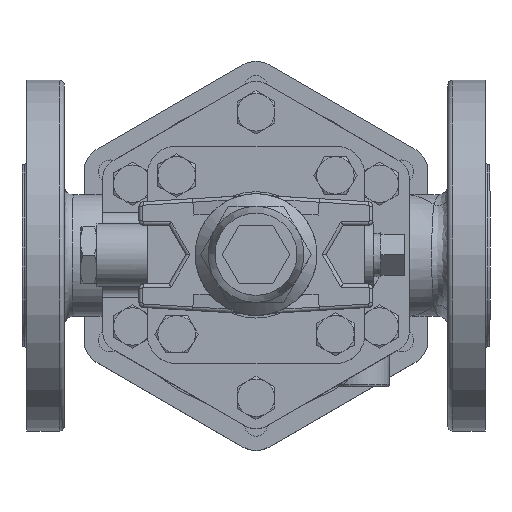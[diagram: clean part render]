
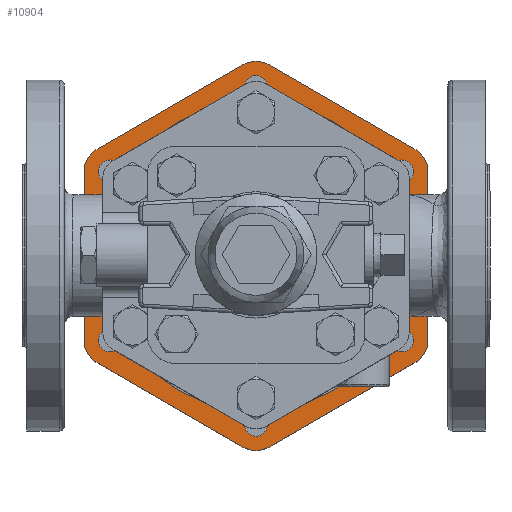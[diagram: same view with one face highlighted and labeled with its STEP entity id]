
A CAD part, top view. The second image highlights one B-rep face of the part: STEP entity #10904.
In plain terms, the highlighted planar face has unit normal (0, 0, 1).
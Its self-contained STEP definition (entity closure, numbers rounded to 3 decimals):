
#749=FACE_BOUND('',#2566,.T.);
#750=FACE_BOUND('',#2567,.T.);
#751=FACE_BOUND('',#2568,.T.);
#752=FACE_BOUND('',#2569,.T.);
#753=FACE_BOUND('',#2570,.T.);
#754=FACE_BOUND('',#2571,.T.);
#755=FACE_BOUND('',#2572,.T.);
#932=CIRCLE('',#11607,11.146);
#934=CIRCLE('',#11615,11.146);
#936=CIRCLE('',#11618,11.146);
#938=CIRCLE('',#11621,11.146);
#940=CIRCLE('',#11624,11.146);
#942=CIRCLE('',#11627,11.146);
#1019=CIRCLE('',#11761,5.);
#1020=CIRCLE('',#11762,5.);
#1021=CIRCLE('',#11763,5.);
#1022=CIRCLE('',#11764,5.);
#1023=CIRCLE('',#11765,5.);
#1024=CIRCLE('',#11766,5.);
#1025=CIRCLE('',#11767,66.279);
#1769=FACE_OUTER_BOUND('',#2565,.T.);
#2565=EDGE_LOOP('',(#7817,#7818,#7819,#7820,#7821,#7822,#7823,#7824,#7825,
#7826,#7827,#7828));
#2566=EDGE_LOOP('',(#7829));
#2567=EDGE_LOOP('',(#7830));
#2568=EDGE_LOOP('',(#7831));
#2569=EDGE_LOOP('',(#7832));
#2570=EDGE_LOOP('',(#7833));
#2571=EDGE_LOOP('',(#7834));
#2572=EDGE_LOOP('',(#7835));
#3406=LINE('',#16217,#4042);
#3412=LINE('',#16234,#4048);
#3415=LINE('',#16241,#4051);
#3419=LINE('',#16250,#4055);
#3423=LINE('',#16259,#4059);
#3428=LINE('',#16268,#4064);
#4042=VECTOR('',#13044,72.);
#4048=VECTOR('',#13058,72.);
#4051=VECTOR('',#13063,72.);
#4055=VECTOR('',#13069,72.);
#4059=VECTOR('',#13075,72.);
#4064=VECTOR('',#13082,72.);
#4696=VERTEX_POINT('',#16214);
#4697=VERTEX_POINT('',#16216);
#4701=VERTEX_POINT('',#16225);
#4702=VERTEX_POINT('',#16227);
#4704=VERTEX_POINT('',#16232);
#4706=VERTEX_POINT('',#16238);
#4707=VERTEX_POINT('',#16240);
#4710=VERTEX_POINT('',#16247);
#4711=VERTEX_POINT('',#16249);
#4714=VERTEX_POINT('',#16256);
#4715=VERTEX_POINT('',#16258);
#4718=VERTEX_POINT('',#16265);
#4838=VERTEX_POINT('',#17750);
#4839=VERTEX_POINT('',#17752);
#4840=VERTEX_POINT('',#17754);
#4841=VERTEX_POINT('',#17756);
#4842=VERTEX_POINT('',#17758);
#4843=VERTEX_POINT('',#17760);
#4844=VERTEX_POINT('',#17762);
#5779=EDGE_CURVE('',#4697,#4696,#3406,.T.);
#5784=EDGE_CURVE('',#4702,#4701,#932,.T.);
#5787=EDGE_CURVE('',#4701,#4704,#3412,.T.);
#5790=EDGE_CURVE('',#4707,#4706,#3415,.T.);
#5794=EDGE_CURVE('',#4711,#4710,#3419,.T.);
#5798=EDGE_CURVE('',#4715,#4714,#3423,.T.);
#5803=EDGE_CURVE('',#4718,#4702,#3428,.T.);
#5805=EDGE_CURVE('',#4704,#4707,#934,.T.);
#5807=EDGE_CURVE('',#4706,#4711,#936,.T.);
#5809=EDGE_CURVE('',#4710,#4715,#938,.T.);
#5811=EDGE_CURVE('',#4714,#4697,#940,.T.);
#5813=EDGE_CURVE('',#4696,#4718,#942,.T.);
#5976=EDGE_CURVE('',#4838,#4838,#1019,.T.);
#5977=EDGE_CURVE('',#4839,#4839,#1020,.T.);
#5978=EDGE_CURVE('',#4840,#4840,#1021,.T.);
#5979=EDGE_CURVE('',#4841,#4841,#1022,.T.);
#5980=EDGE_CURVE('',#4842,#4842,#1023,.T.);
#5981=EDGE_CURVE('',#4843,#4843,#1024,.T.);
#5982=EDGE_CURVE('',#4844,#4844,#1025,.T.);
#7817=ORIENTED_EDGE('',*,*,#5813,.T.);
#7818=ORIENTED_EDGE('',*,*,#5803,.T.);
#7819=ORIENTED_EDGE('',*,*,#5784,.T.);
#7820=ORIENTED_EDGE('',*,*,#5787,.T.);
#7821=ORIENTED_EDGE('',*,*,#5805,.T.);
#7822=ORIENTED_EDGE('',*,*,#5790,.T.);
#7823=ORIENTED_EDGE('',*,*,#5807,.T.);
#7824=ORIENTED_EDGE('',*,*,#5794,.T.);
#7825=ORIENTED_EDGE('',*,*,#5809,.T.);
#7826=ORIENTED_EDGE('',*,*,#5798,.T.);
#7827=ORIENTED_EDGE('',*,*,#5811,.T.);
#7828=ORIENTED_EDGE('',*,*,#5779,.T.);
#7829=ORIENTED_EDGE('',*,*,#5976,.T.);
#7830=ORIENTED_EDGE('',*,*,#5977,.T.);
#7831=ORIENTED_EDGE('',*,*,#5978,.T.);
#7832=ORIENTED_EDGE('',*,*,#5979,.T.);
#7833=ORIENTED_EDGE('',*,*,#5980,.T.);
#7834=ORIENTED_EDGE('',*,*,#5981,.T.);
#7835=ORIENTED_EDGE('',*,*,#5982,.F.);
#10523=PLANE('',#11760);
#10904=ADVANCED_FACE('',(#1769,#749,#750,#751,#752,#753,#754,#755),#10523,
 .T.);
#11607=AXIS2_PLACEMENT_3D('',#16228,#13052,#13053);
#11615=AXIS2_PLACEMENT_3D('',#16271,#13087,#13088);
#11618=AXIS2_PLACEMENT_3D('',#16274,#13093,#13094);
#11621=AXIS2_PLACEMENT_3D('',#16277,#13099,#13100);
#11624=AXIS2_PLACEMENT_3D('',#16280,#13105,#13106);
#11627=AXIS2_PLACEMENT_3D('',#16283,#13111,#13112);
#11760=AXIS2_PLACEMENT_3D('',#17749,#13404,#13405);
#11761=AXIS2_PLACEMENT_3D('',#17751,#13406,#13407);
#11762=AXIS2_PLACEMENT_3D('',#17753,#13408,#13409);
#11763=AXIS2_PLACEMENT_3D('',#17755,#13410,#13411);
#11764=AXIS2_PLACEMENT_3D('',#17757,#13412,#13413);
#11765=AXIS2_PLACEMENT_3D('',#17759,#13414,#13415);
#11766=AXIS2_PLACEMENT_3D('',#17761,#13416,#13417);
#11767=AXIS2_PLACEMENT_3D('',#17763,#13418,#13419);
#13044=DIRECTION('',(0.,1.,0.));
#13052=DIRECTION('center_axis',(0.,0.,1.));
#13053=DIRECTION('ref_axis',(-0.5,-0.866,0.));
#13058=DIRECTION('',(-0.866,-0.5,0.));
#13063=DIRECTION('',(0.,-1.,0.));
#13069=DIRECTION('',(0.866,-0.5,0.));
#13075=DIRECTION('',(0.866,0.5,0.));
#13082=DIRECTION('',(-0.866,0.5,0.));
#13087=DIRECTION('center_axis',(0.,0.,1.));
#13088=DIRECTION('ref_axis',(0.5,-0.866,0.));
#13093=DIRECTION('center_axis',(0.,0.,1.));
#13094=DIRECTION('ref_axis',(1.,0.,0.));
#13099=DIRECTION('center_axis',(0.,0.,1.));
#13100=DIRECTION('ref_axis',(0.5,0.866,0.));
#13105=DIRECTION('center_axis',(0.,0.,1.));
#13106=DIRECTION('ref_axis',(-0.5,0.866,0.));
#13111=DIRECTION('center_axis',(0.,0.,1.));
#13112=DIRECTION('ref_axis',(-1.,0.,0.));
#13404=DIRECTION('center_axis',(0.,0.,1.));
#13405=DIRECTION('ref_axis',(1.,0.,0.));
#13406=DIRECTION('center_axis',(0.,0.,-1.));
#13407=DIRECTION('ref_axis',(0.5,-0.866,0.));
#13408=DIRECTION('center_axis',(0.,0.,-1.));
#13409=DIRECTION('ref_axis',(-0.5,-0.866,0.));
#13410=DIRECTION('center_axis',(0.,0.,-1.));
#13411=DIRECTION('ref_axis',(-1.,0.,0.));
#13412=DIRECTION('center_axis',(0.,0.,-1.));
#13413=DIRECTION('ref_axis',(-0.5,0.866,0.));
#13414=DIRECTION('center_axis',(0.,0.,-1.));
#13415=DIRECTION('ref_axis',(0.5,0.866,0.));
#13416=DIRECTION('center_axis',(0.,0.,-1.));
#13417=DIRECTION('ref_axis',(1.,0.,0.));
#13418=DIRECTION('center_axis',(0.,0.,1.));
#13419=DIRECTION('ref_axis',(-1.,0.,0.));
#16214=CARTESIAN_POINT('',(73.5,36.,-94.));
#16216=CARTESIAN_POINT('',(73.5,-36.,-94.));
#16217=CARTESIAN_POINT('',(73.5,-42.435,-94.));
#16225=CARTESIAN_POINT('',(-5.573,81.653,-94.));
#16227=CARTESIAN_POINT('',(5.573,81.653,-94.));
#16228=CARTESIAN_POINT('Origin',(0.,72.,-94.));
#16232=CARTESIAN_POINT('',(-67.927,45.653,-94.));
#16234=CARTESIAN_POINT('',(0.,84.87,-94.));
#16238=CARTESIAN_POINT('',(-73.5,-36.,-94.));
#16240=CARTESIAN_POINT('',(-73.5,36.,-94.));
#16241=CARTESIAN_POINT('',(-73.5,42.435,-94.));
#16247=CARTESIAN_POINT('',(-5.573,-81.653,-94.));
#16249=CARTESIAN_POINT('',(-67.927,-45.653,-94.));
#16250=CARTESIAN_POINT('',(-73.5,-42.435,-94.));
#16256=CARTESIAN_POINT('',(67.927,-45.653,-94.));
#16258=CARTESIAN_POINT('',(5.573,-81.653,-94.));
#16259=CARTESIAN_POINT('',(0.,-84.87,-94.));
#16265=CARTESIAN_POINT('',(67.927,45.653,-94.));
#16268=CARTESIAN_POINT('',(73.5,42.435,-94.));
#16271=CARTESIAN_POINT('Origin',(-62.354,36.,-94.));
#16274=CARTESIAN_POINT('Origin',(-62.354,-36.,-94.));
#16277=CARTESIAN_POINT('Origin',(0.,-72.,-94.));
#16280=CARTESIAN_POINT('Origin',(62.354,-36.,-94.));
#16283=CARTESIAN_POINT('Origin',(62.354,36.,-94.));
#17749=CARTESIAN_POINT('Origin',(0.,0.,
-94.));
#17750=CARTESIAN_POINT('',(-64.854,-31.67,-94.));
#17751=CARTESIAN_POINT('Origin',(-62.354,-36.,-94.));
#17752=CARTESIAN_POINT('',(-59.854,40.33,-94.));
#17753=CARTESIAN_POINT('Origin',(-62.354,36.,-94.));
#17754=CARTESIAN_POINT('',(5.,72.,-94.));
#17755=CARTESIAN_POINT('Origin',(0.,72.,-94.));
#17756=CARTESIAN_POINT('',(64.854,31.67,-94.));
#17757=CARTESIAN_POINT('Origin',(62.354,36.,-94.));
#17758=CARTESIAN_POINT('',(59.854,-40.33,-94.));
#17759=CARTESIAN_POINT('Origin',(62.354,-36.,-94.));
#17760=CARTESIAN_POINT('',(-5.,-72.,-94.));
#17761=CARTESIAN_POINT('Origin',(0.,-72.,-94.));
#17762=CARTESIAN_POINT('',(66.279,0.,-94.));
#17763=CARTESIAN_POINT('Origin',(0.,0.,-94.));
